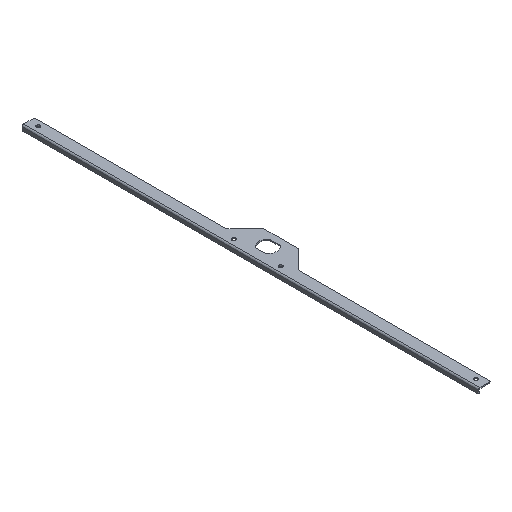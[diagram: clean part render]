
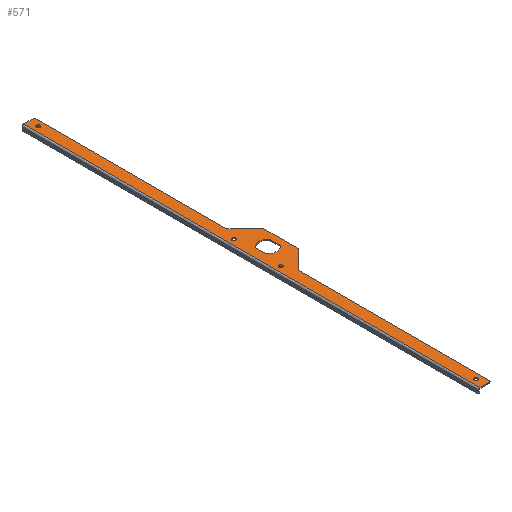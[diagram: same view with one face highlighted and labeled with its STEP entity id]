
A CAD part, isometric view. The second image highlights one B-rep face of the part: STEP entity #571.
In plain terms, the highlighted planar face has unit normal (0, 0, 1).
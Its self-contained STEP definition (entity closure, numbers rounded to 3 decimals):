
#15=FACE_BOUND('',#72,.T.);
#16=FACE_BOUND('',#73,.T.);
#17=FACE_BOUND('',#74,.T.);
#18=FACE_BOUND('',#75,.T.);
#19=FACE_BOUND('',#76,.T.);
#26=PLANE('',#623);
#41=FACE_OUTER_BOUND('',#71,.T.);
#71=EDGE_LOOP('',(#393,#394,#395,#396,#397,#398,#399,#400,#401,#402,#403,
#404,#405,#406));
#72=EDGE_LOOP('',(#407));
#73=EDGE_LOOP('',(#408));
#74=EDGE_LOOP('',(#409));
#75=EDGE_LOOP('',(#410));
#76=EDGE_LOOP('',(#411,#412,#413,#414));
#111=LINE('',#871,#163);
#114=LINE('',#877,#166);
#115=LINE('',#879,#167);
#116=LINE('',#881,#168);
#117=LINE('',#885,#169);
#118=LINE('',#889,#170);
#119=LINE('',#893,#171);
#120=LINE('',#897,#172);
#121=LINE('',#911,#173);
#122=LINE('',#914,#174);
#163=VECTOR('',#693,10.);
#166=VECTOR('',#698,10.);
#167=VECTOR('',#699,10.);
#168=VECTOR('',#700,10.);
#169=VECTOR('',#703,10.);
#170=VECTOR('',#706,10.);
#171=VECTOR('',#709,10.);
#172=VECTOR('',#712,10.);
#173=VECTOR('',#725,10.);
#174=VECTOR('',#728,10.);
#214=CIRCLE('',#621,1.);
#215=CIRCLE('',#624,1.);
#216=CIRCLE('',#625,3.);
#217=CIRCLE('',#626,3.);
#218=CIRCLE('',#627,3.);
#219=CIRCLE('',#628,3.);
#220=CIRCLE('',#629,1.65);
#221=CIRCLE('',#630,1.65);
#222=CIRCLE('',#631,1.65);
#223=CIRCLE('',#632,1.65);
#224=CIRCLE('',#633,8.2);
#225=CIRCLE('',#634,8.2);
#247=VERTEX_POINT('',#864);
#248=VERTEX_POINT('',#866);
#249=VERTEX_POINT('',#870);
#251=VERTEX_POINT('',#876);
#252=VERTEX_POINT('',#878);
#253=VERTEX_POINT('',#880);
#254=VERTEX_POINT('',#882);
#255=VERTEX_POINT('',#884);
#256=VERTEX_POINT('',#886);
#257=VERTEX_POINT('',#888);
#258=VERTEX_POINT('',#890);
#259=VERTEX_POINT('',#892);
#260=VERTEX_POINT('',#894);
#261=VERTEX_POINT('',#896);
#262=VERTEX_POINT('',#899);
#263=VERTEX_POINT('',#901);
#264=VERTEX_POINT('',#903);
#265=VERTEX_POINT('',#905);
#266=VERTEX_POINT('',#907);
#267=VERTEX_POINT('',#908);
#268=VERTEX_POINT('',#910);
#269=VERTEX_POINT('',#912);
#303=EDGE_CURVE('',#247,#248,#214,.T.);
#305=EDGE_CURVE('',#249,#248,#111,.T.);
#308=EDGE_CURVE('',#251,#247,#114,.T.);
#309=EDGE_CURVE('',#252,#251,#115,.T.);
#310=EDGE_CURVE('',#252,#253,#116,.T.);
#311=EDGE_CURVE('',#254,#253,#215,.T.);
#312=EDGE_CURVE('',#254,#255,#117,.T.);
#313=EDGE_CURVE('',#256,#255,#216,.T.);
#314=EDGE_CURVE('',#256,#257,#118,.T.);
#315=EDGE_CURVE('',#258,#257,#217,.T.);
#316=EDGE_CURVE('',#258,#259,#119,.T.);
#317=EDGE_CURVE('',#260,#259,#218,.T.);
#318=EDGE_CURVE('',#260,#261,#120,.T.);
#319=EDGE_CURVE('',#249,#261,#219,.T.);
#320=EDGE_CURVE('',#262,#262,#220,.T.);
#321=EDGE_CURVE('',#263,#263,#221,.T.);
#322=EDGE_CURVE('',#264,#264,#222,.T.);
#323=EDGE_CURVE('',#265,#265,#223,.T.);
#324=EDGE_CURVE('',#266,#267,#224,.T.);
#325=EDGE_CURVE('',#267,#268,#121,.T.);
#326=EDGE_CURVE('',#268,#269,#225,.T.);
#327=EDGE_CURVE('',#269,#266,#122,.T.);
#393=ORIENTED_EDGE('',*,*,#303,.F.);
#394=ORIENTED_EDGE('',*,*,#308,.F.);
#395=ORIENTED_EDGE('',*,*,#309,.F.);
#396=ORIENTED_EDGE('',*,*,#310,.T.);
#397=ORIENTED_EDGE('',*,*,#311,.F.);
#398=ORIENTED_EDGE('',*,*,#312,.T.);
#399=ORIENTED_EDGE('',*,*,#313,.F.);
#400=ORIENTED_EDGE('',*,*,#314,.T.);
#401=ORIENTED_EDGE('',*,*,#315,.F.);
#402=ORIENTED_EDGE('',*,*,#316,.T.);
#403=ORIENTED_EDGE('',*,*,#317,.F.);
#404=ORIENTED_EDGE('',*,*,#318,.T.);
#405=ORIENTED_EDGE('',*,*,#319,.F.);
#406=ORIENTED_EDGE('',*,*,#305,.T.);
#407=ORIENTED_EDGE('',*,*,#320,.T.);
#408=ORIENTED_EDGE('',*,*,#321,.T.);
#409=ORIENTED_EDGE('',*,*,#322,.T.);
#410=ORIENTED_EDGE('',*,*,#323,.T.);
#411=ORIENTED_EDGE('',*,*,#324,.T.);
#412=ORIENTED_EDGE('',*,*,#325,.T.);
#413=ORIENTED_EDGE('',*,*,#326,.T.);
#414=ORIENTED_EDGE('',*,*,#327,.T.);
#571=ADVANCED_FACE('',(#41,#15,#16,#17,#18,#19),#26,.T.);
#621=AXIS2_PLACEMENT_3D('',#867,#688,#689);
#623=AXIS2_PLACEMENT_3D('',#875,#696,#697);
#624=AXIS2_PLACEMENT_3D('',#883,#701,#702);
#625=AXIS2_PLACEMENT_3D('',#887,#704,#705);
#626=AXIS2_PLACEMENT_3D('',#891,#707,#708);
#627=AXIS2_PLACEMENT_3D('',#895,#710,#711);
#628=AXIS2_PLACEMENT_3D('',#898,#713,#714);
#629=AXIS2_PLACEMENT_3D('',#900,#715,#716);
#630=AXIS2_PLACEMENT_3D('',#902,#717,#718);
#631=AXIS2_PLACEMENT_3D('',#904,#719,#720);
#632=AXIS2_PLACEMENT_3D('',#906,#721,#722);
#633=AXIS2_PLACEMENT_3D('',#909,#723,#724);
#634=AXIS2_PLACEMENT_3D('',#913,#726,#727);
#688=DIRECTION('center_axis',(0.,0.,-1.));
#689=DIRECTION('ref_axis',(0.707,0.707,0.));
#693=DIRECTION('',(0.,1.,0.));
#696=DIRECTION('center_axis',(0.,0.,1.));
#697=DIRECTION('ref_axis',(1.,0.,0.));
#698=DIRECTION('',(1.,0.,0.));
#699=DIRECTION('',(0.,1.,0.));
#700=DIRECTION('',(1.,0.,0.));
#701=DIRECTION('center_axis',(0.,0.,-1.));
#702=DIRECTION('ref_axis',(0.707,-0.707,0.));
#703=DIRECTION('',(0.,1.,0.));
#704=DIRECTION('center_axis',(0.,0.,1.));
#705=DIRECTION('ref_axis',(-0.924,0.383,0.));
#706=DIRECTION('',(0.707,0.707,0.));
#707=DIRECTION('center_axis',(0.,0.,-1.));
#708=DIRECTION('ref_axis',(0.924,-0.383,0.));
#709=DIRECTION('',(0.,1.,0.));
#710=DIRECTION('center_axis',(0.,0.,-1.));
#711=DIRECTION('ref_axis',(0.924,0.383,0.));
#712=DIRECTION('',(-0.707,0.707,0.));
#713=DIRECTION('center_axis',(0.,0.,1.));
#714=DIRECTION('ref_axis',(-0.924,-0.383,0.));
#715=DIRECTION('center_axis',(0.,0.,-1.));
#716=DIRECTION('ref_axis',(1.,0.,0.));
#717=DIRECTION('center_axis',(0.,0.,-1.));
#718=DIRECTION('ref_axis',(1.,0.,0.));
#719=DIRECTION('center_axis',(0.,0.,-1.));
#720=DIRECTION('ref_axis',(1.,0.,0.));
#721=DIRECTION('center_axis',(0.,0.,-1.));
#722=DIRECTION('ref_axis',(1.,0.,0.));
#723=DIRECTION('center_axis',(0.,0.,
-1.));
#724=DIRECTION('ref_axis',(-1.,0.,0.));
#725=DIRECTION('',(0.,-1.,0.));
#726=DIRECTION('center_axis',(0.,0.,-1.));
#727=DIRECTION('ref_axis',(1.,0.,0.));
#728=DIRECTION('',(0.,1.,0.));
#864=CARTESIAN_POINT('',(-1.,426.8,1.));
#866=CARTESIAN_POINT('',(0.,425.8,1.));
#867=CARTESIAN_POINT('Origin',(-1.,425.8,1.));
#870=CARTESIAN_POINT('',(0.,248.743,1.));
#871=CARTESIAN_POINT('',(0.,0.,1.));
#875=CARTESIAN_POINT('Origin',(-10.,0.,1.));
#876=CARTESIAN_POINT('',(-10.,426.8,1.));
#877=CARTESIAN_POINT('',(-10.,426.8,1.));
#878=CARTESIAN_POINT('',(-10.,0.2,1.));
#879=CARTESIAN_POINT('',(-10.,0.,1.));
#880=CARTESIAN_POINT('',(-1.,0.2,1.));
#881=CARTESIAN_POINT('',(-10.,0.2,1.));
#882=CARTESIAN_POINT('',(0.,1.2,1.));
#883=CARTESIAN_POINT('Origin',(-1.,1.2,1.));
#884=CARTESIAN_POINT('',(0.,178.257,1.));
#885=CARTESIAN_POINT('',(0.,0.,1.));
#886=CARTESIAN_POINT('',(0.879,180.379,1.));
#887=CARTESIAN_POINT('Origin',(3.,178.257,1.));
#888=CARTESIAN_POINT('',(16.621,196.121,1.));
#889=CARTESIAN_POINT('',(0.,179.5,1.));
#890=CARTESIAN_POINT('',(17.5,198.243,1.));
#891=CARTESIAN_POINT('Origin',(14.5,198.243,1.));
#892=CARTESIAN_POINT('',(17.5,228.757,1.));
#893=CARTESIAN_POINT('',(17.5,197.,1.));
#894=CARTESIAN_POINT('',(16.621,230.879,1.));
#895=CARTESIAN_POINT('Origin',(14.5,228.757,1.));
#896=CARTESIAN_POINT('',(0.879,246.621,1.));
#897=CARTESIAN_POINT('',(17.5,230.,1.));
#898=CARTESIAN_POINT('Origin',(3.,248.743,1.));
#899=CARTESIAN_POINT('',(-6.65,418.,1.));
#900=CARTESIAN_POINT('Origin',(-5.,418.,1.));
#901=CARTESIAN_POINT('',(-6.65,9.,1.));
#902=CARTESIAN_POINT('Origin',(-5.,9.,1.));
#903=CARTESIAN_POINT('',(-6.65,191.5,1.));
#904=CARTESIAN_POINT('Origin',(-5.,191.5,1.));
#905=CARTESIAN_POINT('',(-6.65,235.5,1.));
#906=CARTESIAN_POINT('Origin',(-5.,235.5,1.));
#907=CARTESIAN_POINT('',(-1.7,218.228,1.));
#908=CARTESIAN_POINT('',(11.7,218.228,1.));
#909=CARTESIAN_POINT('Origin',(5.,213.5,1.));
#910=CARTESIAN_POINT('',(11.7,208.772,1.));
#911=CARTESIAN_POINT('',(11.7,218.228,1.));
#912=CARTESIAN_POINT('',(-1.7,208.772,1.));
#913=CARTESIAN_POINT('Origin',(5.,213.5,1.));
#914=CARTESIAN_POINT('',(-1.7,104.386,1.));
